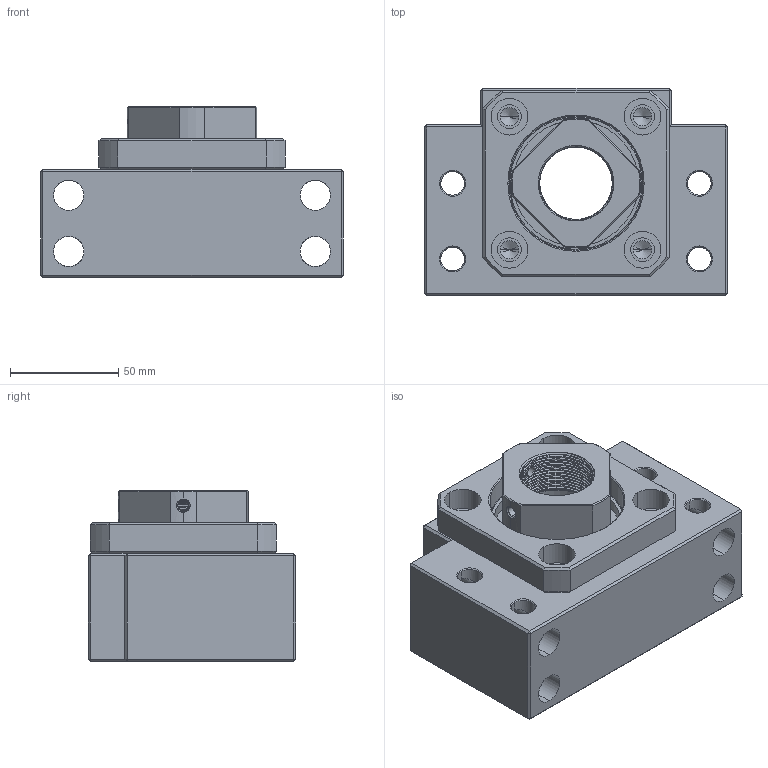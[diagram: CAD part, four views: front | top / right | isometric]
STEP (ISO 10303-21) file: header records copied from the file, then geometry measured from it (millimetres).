
FILE_DESCRIPTION (( 'STEP AP203' ), '1' );
FILE_NAME ('BK35.STEP', '2017-05-04T11:48:07', ( 'User' ), ( '' ), 'SwSTEP 2.0', 'SolidWorks 2015', '' );
FILE_SCHEMA (( 'CONFIG_CONTROL_DESIGN' ));
Length unit declared in the file: millimetre
Products named in the file (1): BK35
Bounding box: 140 x 96 x 79 mm (x, y, z)
Volume: 541490.7 mm3; surface area: 159262.1 mm2
Topology: 39 solids, 39 shells, 503 faces, 1276 edges, 731 vertices
Faces by surface type: cylinder 163, bspline 162, plane 103, cone 75
Entity records: 19679 total; most frequent: CARTESIAN_POINT 9328, ORIENTED_EDGE 2312, DIRECTION 1922, EDGE_CURVE 1156, AXIS2_PLACEMENT_3D 781, VERTEX_POINT 731, EDGE_LOOP 569, FACE_OUTER_BOUND 503
